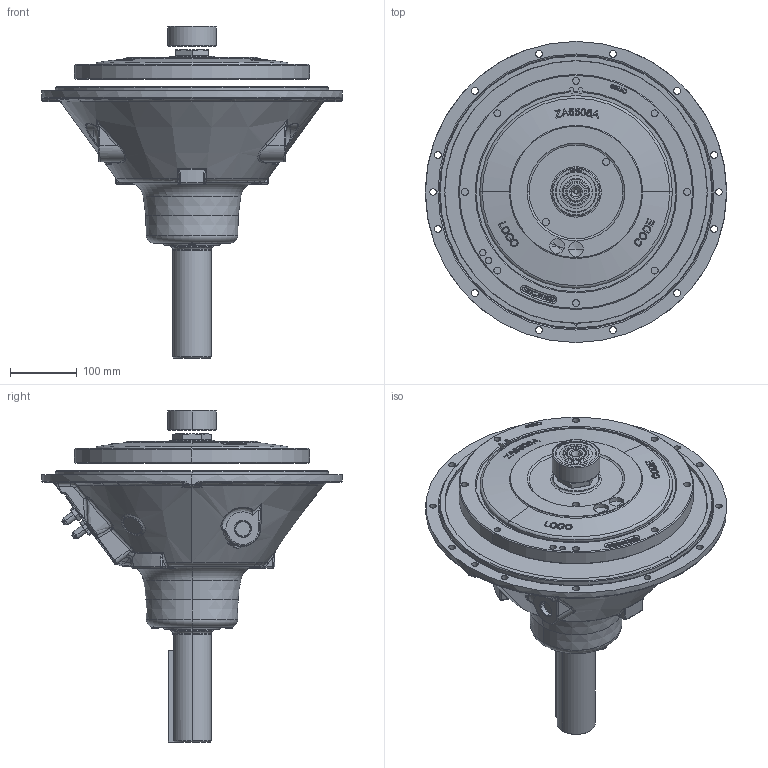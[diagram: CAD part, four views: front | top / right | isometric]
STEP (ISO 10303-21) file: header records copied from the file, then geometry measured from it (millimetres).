
FILE_DESCRIPTION (( 'STEP AP214' ), '1' );
FILE_NAME ('1028715A.STEP', '2014-12-17T16:55:13', ( '' ), ( '' ), 'SwSTEP 2.0', 'SolidWorks 2010', '' );
FILE_SCHEMA (( 'AUTOMOTIVE_DESIGN' ));
Length unit declared in the file: millimetre
Products named in the file (1): 1028715A
Bounding box: 451.44 x 451.44 x 497.77 mm (x, y, z)
Surface area: 787772.6 mm2 (no closed solid volume)
Topology: 0 solids, 51 shells, 1102 faces, 3647 edges, 2452 vertices
Faces by surface type: bspline 412, plane 248, cylinder 205, cone 107, torus 100, sphere 30
Entity records: 79624 total; most frequent: CARTESIAN_POINT 40229, ORIENTED_EDGE 5719, DIRECTION 4709, EDGE_CURVE 3561, VERTEX_POINT 2446, AXIS2_PLACEMENT_3D 1828, B_SPLINE_CURVE_WITH_KNOTS 1311, EDGE_LOOP 1249
